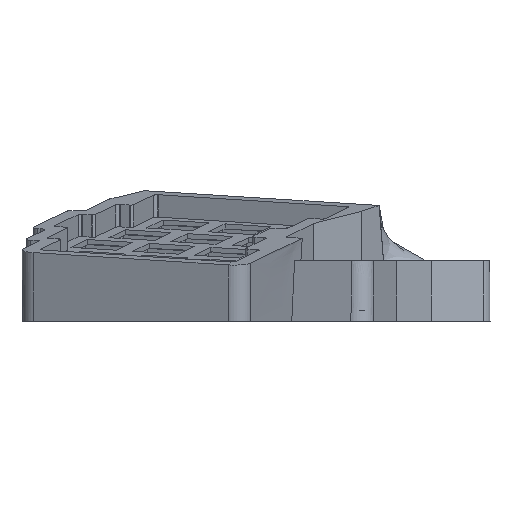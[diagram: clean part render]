
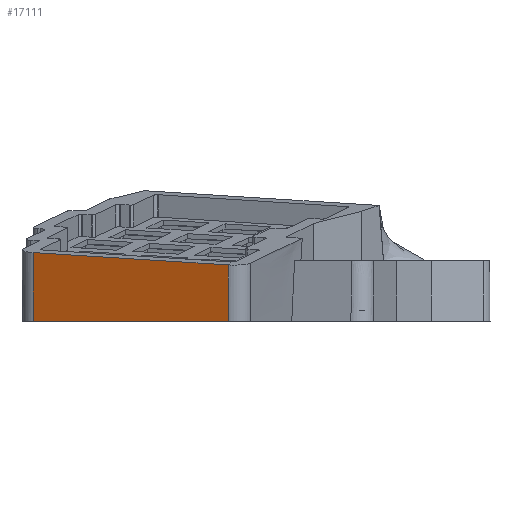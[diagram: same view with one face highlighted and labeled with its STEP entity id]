
A CAD part, left-side view. The second image highlights one B-rep face of the part: STEP entity #17111.
In plain terms, the highlighted planar face has unit normal (-0.925, 0.342, -0.163).
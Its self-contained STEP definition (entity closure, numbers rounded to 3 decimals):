
#10617=CARTESIAN_POINT('',(-134.017,10.904,39.));
#10618=VERTEX_POINT('',#10617);
#10626=CARTESIAN_POINT('',(-113.144,67.381,39.));
#10627=VERTEX_POINT('',#10626);
#10628=CARTESIAN_POINT('',(-113.144,67.381,39.));
#10629=DIRECTION('',(-0.347,-0.938,-0.));
#10630=VECTOR('',#10629,60.211);
#10631=LINE('',#10628,#10630);
#10632=EDGE_CURVE('',#10627,#10618,#10631,.T.);
#15731=CARTESIAN_POINT('',(-116.656,67.381,58.919));
#15732=VERTEX_POINT('',#15731);
#15740=CARTESIAN_POINT('',(-136.9,10.903,55.35));
#15741=VERTEX_POINT('',#15740);
#15742=CARTESIAN_POINT('',(-116.656,67.381,58.919));
#15743=DIRECTION('',(-0.337,-0.94,-0.059));
#15744=VECTOR('',#15743,60.102);
#15745=LINE('',#15742,#15744);
#15746=EDGE_CURVE('',#15732,#15741,#15745,.T.);
#17090=CARTESIAN_POINT('',(-126.778,39.142,57.135));
#17091=DIRECTION('',(0.925,-0.342,0.163));
#17092=DIRECTION('',(0.347,0.938,-0.));
#17093=AXIS2_PLACEMENT_3D('',#17090,#17091,#17092);
#17094=PLANE('',#17093);
#17095=ORIENTED_EDGE('',*,*,#15746,.F.);
#17096=CARTESIAN_POINT('',(-116.656,67.381,58.919));
#17097=DIRECTION('',(0.174,-0.,-0.985));
#17098=VECTOR('',#17097,20.227);
#17099=LINE('',#17096,#17098);
#17100=EDGE_CURVE('',#15732,#10627,#17099,.T.);
#17101=ORIENTED_EDGE('',*,*,#17100,.T.);
#17102=ORIENTED_EDGE('',*,*,#10632,.T.);
#17103=CARTESIAN_POINT('',(-134.017,10.904,39.));
#17104=DIRECTION('',(-0.174,0.,0.985));
#17105=VECTOR('',#17104,16.602);
#17106=LINE('',#17103,#17105);
#17107=EDGE_CURVE('',#10618,#15741,#17106,.T.);
#17108=ORIENTED_EDGE('',*,*,#17107,.T.);
#17109=EDGE_LOOP('',(#17095,#17101,#17102,#17108));
#17110=FACE_BOUND('',#17109,.T.);
#17111=ADVANCED_FACE('',(#17110),#17094,.F.);
